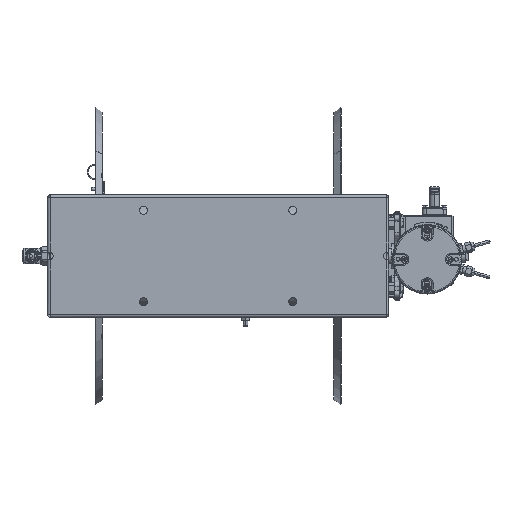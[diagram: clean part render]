
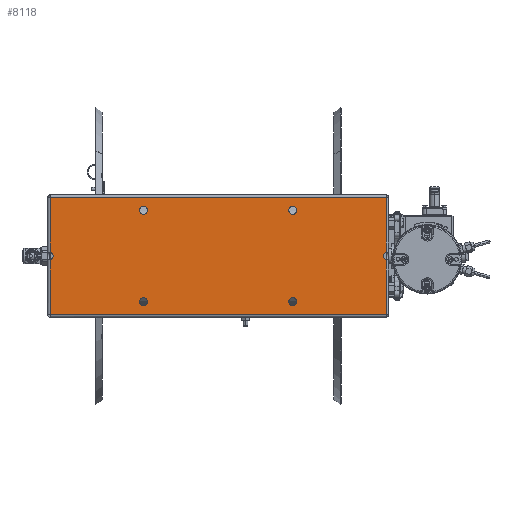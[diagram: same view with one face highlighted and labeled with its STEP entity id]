
A CAD part, front view. The second image highlights one B-rep face of the part: STEP entity #8118.
In plain terms, the highlighted planar face has unit normal (0, -1, 0).
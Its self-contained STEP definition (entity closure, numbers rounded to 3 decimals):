
#5754=DIRECTION('',(0.,0.,1.));
#5755=VECTOR('',#5754,90.067);
#5756=CARTESIAN_POINT('',(276.,-293.3,6.332));
#5757=LINE('',#5756,#5755);
#5787=DIRECTION('',(0.,0.,1.));
#5788=VECTOR('',#5787,90.067);
#5789=CARTESIAN_POINT('',(276.,-293.3,-96.399));
#5790=LINE('',#5789,#5788);
#5832=CARTESIAN_POINT('',(277.469,-293.3,0.));
#5833=DIRECTION('',(0.,1.,0.));
#5834=DIRECTION('',(-0.226,0.,-0.974));
#5835=AXIS2_PLACEMENT_3D('',#5832,#5833,#5834);
#5837=CARTESIAN_POINT('',(-277.469,-293.3,0.));
#5838=DIRECTION('',(0.,1.,0.));
#5839=DIRECTION('',(0.226,0.,0.974));
#5840=AXIS2_PLACEMENT_3D('',#5837,#5838,#5839);
#5842=CARTESIAN_POINT('',(-122.5,-293.3,75.));
#5843=DIRECTION('',(0.,-1.,0.));
#5844=DIRECTION('',(-1.,0.,0.));
#5845=AXIS2_PLACEMENT_3D('',#5842,#5843,#5844);
#5847=CARTESIAN_POINT('',(-122.5,-293.3,75.));
#5848=DIRECTION('',(0.,-1.,0.));
#5849=DIRECTION('',(1.,0.,0.));
#5850=AXIS2_PLACEMENT_3D('',#5847,#5848,#5849);
#5852=CARTESIAN_POINT('',(122.5,-293.3,75.));
#5853=DIRECTION('',(0.,-1.,0.));
#5854=DIRECTION('',(-1.,0.,0.));
#5855=AXIS2_PLACEMENT_3D('',#5852,#5853,#5854);
#5857=CARTESIAN_POINT('',(122.5,-293.3,75.));
#5858=DIRECTION('',(0.,-1.,0.));
#5859=DIRECTION('',(1.,0.,0.));
#5860=AXIS2_PLACEMENT_3D('',#5857,#5858,#5859);
#5862=CARTESIAN_POINT('',(122.5,-293.3,-75.));
#5863=DIRECTION('',(0.,-1.,0.));
#5864=DIRECTION('',(-1.,0.,0.));
#5865=AXIS2_PLACEMENT_3D('',#5862,#5863,#5864);
#5867=CARTESIAN_POINT('',(122.5,-293.3,-75.));
#5868=DIRECTION('',(0.,-1.,0.));
#5869=DIRECTION('',(1.,0.,0.));
#5870=AXIS2_PLACEMENT_3D('',#5867,#5868,#5869);
#5872=CARTESIAN_POINT('',(-122.5,-293.3,-75.));
#5873=DIRECTION('',(0.,-1.,0.));
#5874=DIRECTION('',(-1.,0.,0.));
#5875=AXIS2_PLACEMENT_3D('',#5872,#5873,#5874);
#5877=CARTESIAN_POINT('',(-122.5,-293.3,-75.));
#5878=DIRECTION('',(0.,-1.,0.));
#5879=DIRECTION('',(1.,0.,0.));
#5880=AXIS2_PLACEMENT_3D('',#5877,#5878,#5879);
#5904=DIRECTION('',(-1.,0.,0.));
#5905=VECTOR('',#5904,552.);
#5906=CARTESIAN_POINT('',(276.,-293.3,-96.399));
#5907=LINE('',#5906,#5905);
#6260=CARTESIAN_POINT('',(276.,-293.3,96.399));
#6262=DIRECTION('',(-1.,0.,0.));
#6263=VECTOR('',#6262,552.);
#6264=CARTESIAN_POINT('',(276.,-293.3,96.399));
#6265=LINE('',#6264,#6263);
#6339=DIRECTION('',(0.,0.,1.));
#6340=VECTOR('',#6339,90.067);
#6341=CARTESIAN_POINT('',(-276.,-293.3,6.332));
#6342=LINE('',#6341,#6340);
#6354=DIRECTION('',(0.,0.,1.));
#6355=VECTOR('',#6354,90.067);
#6356=CARTESIAN_POINT('',(-276.,-293.3,-96.399));
#6357=LINE('',#6356,#6355);
#7376=CARTESIAN_POINT('',(-276.,-293.3,96.399));
#7378=VERTEX_POINT('',#7376);
#7381=CARTESIAN_POINT('',(-276.,-293.3,-96.399));
#7383=VERTEX_POINT('',#7381);
#7396=VERTEX_POINT('',#6260);
#7408=CARTESIAN_POINT('',(276.,-293.3,-96.399));
#7410=VERTEX_POINT('',#7408);
#7464=CARTESIAN_POINT('',(276.,-293.3,-6.332));
#7465=CARTESIAN_POINT('',(276.,-293.3,6.332));
#7466=VERTEX_POINT('',#7464);
#7467=VERTEX_POINT('',#7465);
#7468=CARTESIAN_POINT('',(-276.,-293.3,6.332));
#7469=CARTESIAN_POINT('',(-276.,-293.3,-6.332));
#7470=VERTEX_POINT('',#7468);
#7471=VERTEX_POINT('',#7469);
#7496=CARTESIAN_POINT('',(-129.,-293.3,75.));
#7497=CARTESIAN_POINT('',(-116.,-293.3,75.));
#7498=VERTEX_POINT('',#7496);
#7499=VERTEX_POINT('',#7497);
#7500=CARTESIAN_POINT('',(116.,-293.3,75.));
#7501=CARTESIAN_POINT('',(129.,-293.3,75.));
#7502=VERTEX_POINT('',#7500);
#7503=VERTEX_POINT('',#7501);
#7504=CARTESIAN_POINT('',(116.,-293.3,-75.));
#7505=CARTESIAN_POINT('',(129.,-293.3,-75.));
#7506=VERTEX_POINT('',#7504);
#7507=VERTEX_POINT('',#7505);
#7508=CARTESIAN_POINT('',(-129.,-293.3,-75.));
#7509=CARTESIAN_POINT('',(-116.,-293.3,-75.));
#7510=VERTEX_POINT('',#7508);
#7511=VERTEX_POINT('',#7509);
#8074=CARTESIAN_POINT('',(280.,-293.3,-101.));
#8075=DIRECTION('',(0.,-1.,0.));
#8076=DIRECTION('',(0.,0.,1.));
#8077=AXIS2_PLACEMENT_3D('',#8074,#8075,#8076);
#8078=PLANE('',#8077);
#8079=ORIENTED_EDGE('',*,*,#8052,.F.);
#8080=ORIENTED_EDGE('',*,*,#7928,.F.);
#8082=ORIENTED_EDGE('',*,*,#8081,.T.);
#8084=ORIENTED_EDGE('',*,*,#8083,.T.);
#8086=ORIENTED_EDGE('',*,*,#8085,.F.);
#8088=ORIENTED_EDGE('',*,*,#8087,.T.);
#8090=ORIENTED_EDGE('',*,*,#8089,.F.);
#8091=ORIENTED_EDGE('',*,*,#7899,.F.);
#8092=EDGE_LOOP('',(#8079,#8080,#8082,#8084,#8086,#8088,#8090,#8091));
#8093=FACE_OUTER_BOUND('',#8092,.F.);
#8095=ORIENTED_EDGE('',*,*,#8094,.T.);
#8097=ORIENTED_EDGE('',*,*,#8096,.T.);
#8098=EDGE_LOOP('',(#8095,#8097));
#8099=FACE_BOUND('',#8098,.F.);
#8101=ORIENTED_EDGE('',*,*,#8100,.T.);
#8103=ORIENTED_EDGE('',*,*,#8102,.T.);
#8104=EDGE_LOOP('',(#8101,#8103));
#8105=FACE_BOUND('',#8104,.F.);
#8107=ORIENTED_EDGE('',*,*,#8106,.T.);
#8109=ORIENTED_EDGE('',*,*,#8108,.T.);
#8110=EDGE_LOOP('',(#8107,#8109));
#8111=FACE_BOUND('',#8110,.F.);
#8113=ORIENTED_EDGE('',*,*,#8112,.T.);
#8115=ORIENTED_EDGE('',*,*,#8114,.T.);
#8116=EDGE_LOOP('',(#8113,#8115));
#8117=FACE_BOUND('',#8116,.F.);
#8118=ADVANCED_FACE('',(#8093,#8099,#8105,#8111,#8117),#8078,.T.);
#5836=CIRCLE('',#5835,6.5);
#5841=CIRCLE('',#5840,6.5);
#5846=CIRCLE('',#5845,6.5);
#5851=CIRCLE('',#5850,6.5);
#5856=CIRCLE('',#5855,6.5);
#5861=CIRCLE('',#5860,6.5);
#5866=CIRCLE('',#5865,6.5);
#5871=CIRCLE('',#5870,6.5);
#5876=CIRCLE('',#5875,6.5);
#5881=CIRCLE('',#5880,6.5);
#7899=EDGE_CURVE('',#7467,#7396,#5757,.T.);
#7928=EDGE_CURVE('',#7410,#7466,#5790,.T.);
#8052=EDGE_CURVE('',#7466,#7467,#5836,.T.);
#8081=EDGE_CURVE('',#7410,#7383,#5907,.T.);
#8083=EDGE_CURVE('',#7383,#7471,#6357,.T.);
#8085=EDGE_CURVE('',#7470,#7471,#5841,.T.);
#8087=EDGE_CURVE('',#7470,#7378,#6342,.T.);
#8089=EDGE_CURVE('',#7396,#7378,#6265,.T.);
#8094=EDGE_CURVE('',#7498,#7499,#5846,.T.);
#8096=EDGE_CURVE('',#7499,#7498,#5851,.T.);
#8100=EDGE_CURVE('',#7502,#7503,#5856,.T.);
#8102=EDGE_CURVE('',#7503,#7502,#5861,.T.);
#8106=EDGE_CURVE('',#7506,#7507,#5866,.T.);
#8108=EDGE_CURVE('',#7507,#7506,#5871,.T.);
#8112=EDGE_CURVE('',#7510,#7511,#5876,.T.);
#8114=EDGE_CURVE('',#7511,#7510,#5881,.T.);
